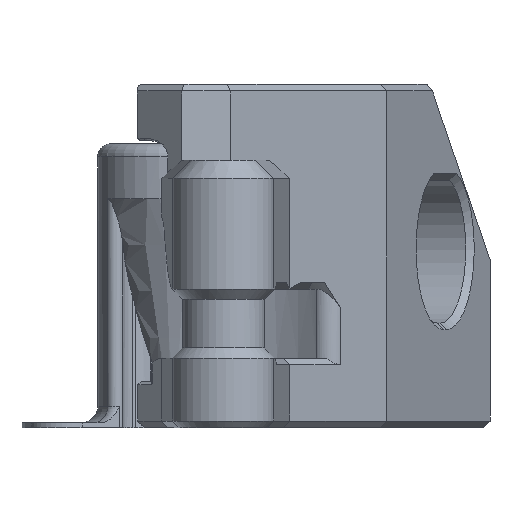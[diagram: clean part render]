
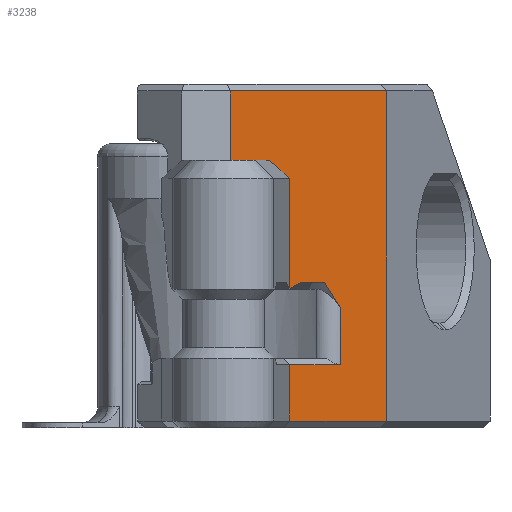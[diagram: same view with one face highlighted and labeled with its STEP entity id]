
A CAD part, front view. The second image highlights one B-rep face of the part: STEP entity #3238.
In plain terms, the highlighted planar face has unit normal (0.782, -0.623, 0).
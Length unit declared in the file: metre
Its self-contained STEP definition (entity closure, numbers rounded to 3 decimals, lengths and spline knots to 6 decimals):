
#143=LINE('',#4864,#437);
#152=LINE('',#4891,#446);
#170=LINE('',#4975,#464);
#171=LINE('',#4977,#465);
#172=LINE('',#4984,#466);
#173=LINE('',#4986,#467);
#174=LINE('',#4988,#468);
#175=LINE('',#4990,#469);
#176=LINE('',#4991,#470);
#177=LINE('',#4993,#471);
#178=LINE('',#4995,#472);
#179=LINE('',#4997,#473);
#437=VECTOR('',#3900,1.);
#446=VECTOR('',#3919,1.);
#464=VECTOR('',#3973,1.);
#465=VECTOR('',#3974,1.);
#466=VECTOR('',#3975,1.);
#467=VECTOR('',#3976,1.);
#468=VECTOR('',#3977,1.);
#469=VECTOR('',#3978,1.);
#470=VECTOR('',#3979,1.);
#471=VECTOR('',#3980,1.);
#472=VECTOR('',#3981,1.);
#473=VECTOR('',#3982,1.);
#705=PLANE('',#3514);
#825=B_SPLINE_CURVE_WITH_KNOTS('',3,(#4979,#4980,#4981,#4982),
 .UNSPECIFIED.,.F.,.F.,(4,4),(0.001766,0.00394),
 .UNSPECIFIED.);
#1109=ORIENTED_EDGE('',*,*,#2011,.T.);
#1110=ORIENTED_EDGE('',*,*,#2012,.T.);
#1111=ORIENTED_EDGE('',*,*,#2013,.F.);
#1112=ORIENTED_EDGE('',*,*,#2014,.T.);
#1113=ORIENTED_EDGE('',*,*,#2015,.T.);
#1114=ORIENTED_EDGE('',*,*,#2016,.T.);
#1115=ORIENTED_EDGE('',*,*,#2017,.F.);
#1116=ORIENTED_EDGE('',*,*,#1964,.T.);
#1117=ORIENTED_EDGE('',*,*,#2018,.T.);
#1118=ORIENTED_EDGE('',*,*,#2019,.T.);
#1119=ORIENTED_EDGE('',*,*,#2020,.F.);
#1120=ORIENTED_EDGE('',*,*,#2021,.T.);
#1121=ORIENTED_EDGE('',*,*,#1976,.T.);
#1964=EDGE_CURVE('',#2429,#2428,#143,.T.);
#1976=EDGE_CURVE('',#2438,#2437,#152,.T.);
#2011=EDGE_CURVE('',#2437,#2470,#170,.T.);
#2012=EDGE_CURVE('',#2470,#2471,#171,.T.);
#2013=EDGE_CURVE('',#2472,#2471,#825,.F.);
#2014=EDGE_CURVE('',#2472,#2473,#172,.T.);
#2015=EDGE_CURVE('',#2473,#2474,#173,.T.);
#2016=EDGE_CURVE('',#2474,#2475,#174,.T.);
#2017=EDGE_CURVE('',#2429,#2475,#175,.T.);
#2018=EDGE_CURVE('',#2428,#2476,#176,.T.);
#2019=EDGE_CURVE('',#2476,#2477,#177,.T.);
#2020=EDGE_CURVE('',#2478,#2477,#178,.T.);
#2021=EDGE_CURVE('',#2478,#2438,#179,.T.);
#2428=VERTEX_POINT('',#4863);
#2429=VERTEX_POINT('',#4865);
#2437=VERTEX_POINT('',#4890);
#2438=VERTEX_POINT('',#4892);
#2470=VERTEX_POINT('',#4976);
#2471=VERTEX_POINT('',#4978);
#2472=VERTEX_POINT('',#4983);
#2473=VERTEX_POINT('',#4985);
#2474=VERTEX_POINT('',#4987);
#2475=VERTEX_POINT('',#4989);
#2476=VERTEX_POINT('',#4992);
#2477=VERTEX_POINT('',#4994);
#2478=VERTEX_POINT('',#4996);
#2803=EDGE_LOOP('',(#1109,#1110,#1111,#1112,#1113,#1114,#1115,#1116,#1117,
#1118,#1119,#1120,#1121));
#3019=FACE_BOUND('',#2803,.T.);
#3238=ADVANCED_FACE('',(#3019),#705,.F.);
#3514=AXIS2_PLACEMENT_3D('',#4974,#3971,#3972);
#3900=DIRECTION('',(0.,0.,1.));
#3919=DIRECTION('',(0.,0.,-1.));
#3971=DIRECTION('',(-0.782,0.623,0.));
#3972=DIRECTION('',(0.623,0.782,0.));
#3973=DIRECTION('',(0.579,0.728,0.367));
#3974=DIRECTION('',(0.623,0.782,0.));
#3975=DIRECTION('',(0.,0.,-1.));
#3976=DIRECTION('',(-0.623,-0.782,0.));
#3977=DIRECTION('',(0.,0.,-1.));
#3978=DIRECTION('',(-0.623,-0.782,0.));
#3979=DIRECTION('',(-0.623,-0.782,0.));
#3980=DIRECTION('',(0.,0.,-1.));
#3981=DIRECTION('',(-0.623,-0.782,0.));
#3982=DIRECTION('',(0.546,0.686,-0.481));
#4863=CARTESIAN_POINT('',(0.039128,-0.000261,0.0204));
#4864=CARTESIAN_POINT('',(0.039128,-0.000261,0.0202));
#4865=CARTESIAN_POINT('',(0.039128,-0.000261,0.0004));
#4890=CARTESIAN_POINT('',(0.033262,-0.007626,0.0084));
#4891=CARTESIAN_POINT('',(0.033262,-0.007626,0.0002));
#4892=CARTESIAN_POINT('',(0.033262,-0.007626,0.0151));
#4974=CARTESIAN_POINT('',(0.02967,-0.012135,0.0211));
#4975=CARTESIAN_POINT('',(0.032856,-0.008135,0.008143));
#4976=CARTESIAN_POINT('',(0.033893,-0.006833,0.0088));
#4977=CARTESIAN_POINT('',(0.034628,-0.005911,0.0088));
#4978=CARTESIAN_POINT('',(0.035363,-0.004988,0.0088));
#4979=CARTESIAN_POINT('',(0.035363,-0.004988,0.0088));
#4980=CARTESIAN_POINT('',(0.035685,-0.004583,0.008293));
#4981=CARTESIAN_POINT('',(0.036007,-0.00418,0.007785));
#4982=CARTESIAN_POINT('',(0.036328,-0.003776,0.007276));
#4983=CARTESIAN_POINT('',(0.036328,-0.003776,0.007276));
#4984=CARTESIAN_POINT('',(0.036328,-0.003776,0.0211));
#4985=CARTESIAN_POINT('',(0.036328,-0.003776,0.0038));
#4986=CARTESIAN_POINT('',(0.02967,-0.012135,0.0038));
#4987=CARTESIAN_POINT('',(0.033262,-0.007626,0.0038));
#4988=CARTESIAN_POINT('',(0.033262,-0.007626,0.0002));
#4989=CARTESIAN_POINT('',(0.033262,-0.007626,0.0004));
#4990=CARTESIAN_POINT('',(0.018772,-0.025818,0.0004));
#4991=CARTESIAN_POINT('',(0.02967,-0.012135,0.0204));
#4992=CARTESIAN_POINT('',(0.02967,-0.012135,0.0204));
#4993=CARTESIAN_POINT('',(0.02967,-0.012135,0.0211));
#4994=CARTESIAN_POINT('',(0.02967,-0.012135,0.0162));
#4995=CARTESIAN_POINT('',(0.026427,-0.016208,0.0162));
#4996=CARTESIAN_POINT('',(0.032014,-0.009193,0.0162));
#4997=CARTESIAN_POINT('',(0.029845,-0.011916,0.018111));
